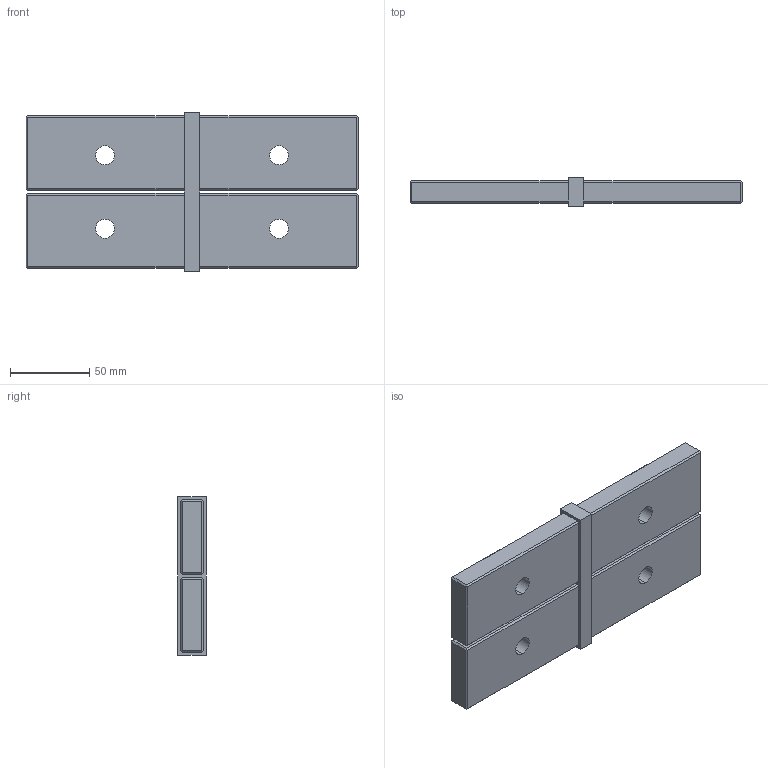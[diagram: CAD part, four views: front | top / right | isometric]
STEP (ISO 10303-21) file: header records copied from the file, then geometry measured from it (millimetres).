
FILE_DESCRIPTION (( 'STEP AP203' ), '1' );
FILE_NAME ('Pièce Jonction 3D.STEP', '2024-10-02T09:11:35', ( '' ), ( '' ), 'SwSTEP 2.0', 'SolidWorks 2023', '' );
FILE_SCHEMA (( 'CONFIG_CONTROL_DESIGN' ));
Length unit declared in the file: millimetre
Products named in the file (1): Pièce Jonction 3D
Bounding box: 210 x 18 x 100 mm (x, y, z)
Volume: 282414.6 mm3; surface area: 55330.5 mm2
Topology: 1 solids, 1 shells, 66 faces, 180 edges, 120 vertices
Faces by surface type: plane 58, cylinder 8
Entity records: 2153 total; most frequent: CARTESIAN_POINT 367, ORIENTED_EDGE 360, DIRECTION 330, EDGE_CURVE 180, LINE 164, VECTOR 164, VERTEX_POINT 120, AXIS2_PLACEMENT_3D 83
